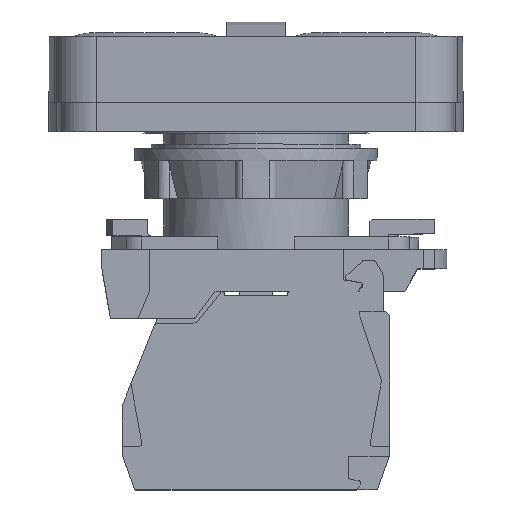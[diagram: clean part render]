
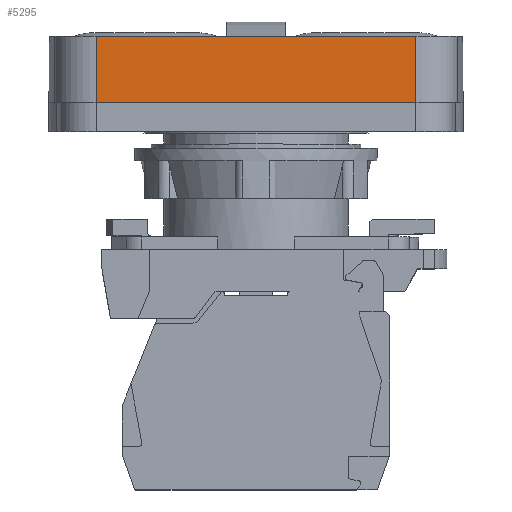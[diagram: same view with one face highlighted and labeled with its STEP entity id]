
A CAD part, top view. The second image highlights one B-rep face of the part: STEP entity #5295.
In plain terms, the highlighted planar face has unit normal (0, 0, 1).
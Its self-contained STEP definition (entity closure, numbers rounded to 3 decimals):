
#5295=ADVANCED_FACE('',(#10143),#10145,.T.);
#10143=FACE_BOUND('',#10144,.T.);
#10144=EDGE_LOOP('',(#14135,#14136,#14137,#14138));
#10145=PLANE('',#10146);
#10146=AXIS2_PLACEMENT_3D('',#10147,#10148,#10149);
#10147=CARTESIAN_POINT('',(-19.099,25.5,14.75));
#10148=DIRECTION('',(0.,0.,1.));
#10149=DIRECTION('',(1.,0.,0.));
#14135=ORIENTED_EDGE('',*,*,#16211,.F.);
#14136=ORIENTED_EDGE('',*,*,#16212,.F.);
#14137=ORIENTED_EDGE('',*,*,#16213,.T.);
#14138=ORIENTED_EDGE('',*,*,#16198,.T.);
#16198=EDGE_CURVE('',#19153,#19151,#19154,.T.);
#16211=EDGE_CURVE('',#19172,#19151,#19174,.T.);
#16212=EDGE_CURVE('',#19175,#19172,#19176,.T.);
#16213=EDGE_CURVE('',#19175,#19153,#19177,.T.);
#19151=VERTEX_POINT('',#26566);
#19153=VERTEX_POINT('',#26571);
#19154=LINE('',#26572,#26573);
#19172=VERTEX_POINT('',#26619);
#19174=LINE('',#26624,#26625);
#19175=VERTEX_POINT('',#26627);
#19176=LINE('',#26628,#26629);
#19177=LINE('',#26631,#26632);
#26566=CARTESIAN_POINT('',(19.099,17.6,14.75));
#26571=CARTESIAN_POINT('',(-19.099,17.6,14.75));
#26572=CARTESIAN_POINT('',(-19.099,17.6,14.75));
#26573=VECTOR('',#26574,1.);
#26574=DIRECTION('',(1.,0.,0.));
#26619=CARTESIAN_POINT('',(19.099,25.5,14.75));
#26624=CARTESIAN_POINT('',(19.099,25.5,14.75));
#26625=VECTOR('',#26626,1.);
#26626=DIRECTION('',(0.,-1.,0.));
#26627=CARTESIAN_POINT('',(-19.099,25.5,14.75));
#26628=CARTESIAN_POINT('',(-19.099,25.5,14.75));
#26629=VECTOR('',#26630,1.);
#26630=DIRECTION('',(1.,0.,0.));
#26631=CARTESIAN_POINT('',(-19.099,25.5,14.75));
#26632=VECTOR('',#26633,1.);
#26633=DIRECTION('',(0.,-1.,0.));
